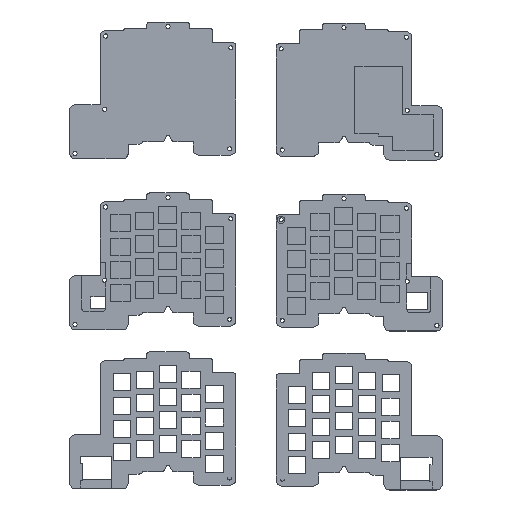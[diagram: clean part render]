
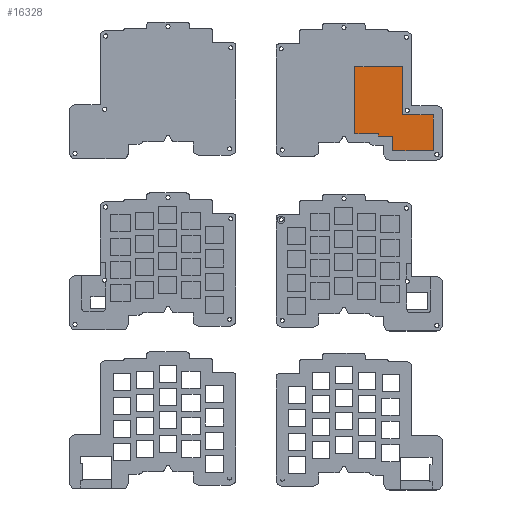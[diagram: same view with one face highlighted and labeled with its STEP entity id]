
A CAD part, top view. The second image highlights one B-rep face of the part: STEP entity #16328.
In plain terms, the highlighted planar face has unit normal (0, 0, 1).
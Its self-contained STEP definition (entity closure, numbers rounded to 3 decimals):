
#1197=FACE_OUTER_BOUND('',#2153,.T.);
#2153=EDGE_LOOP('',(#12942,#12943,#12944,#12945,#12946,#12947,#12948,#12949,
#12950,#12951,#12952,#12953));
#3699=LINE('',#25182,#5693);
#3703=LINE('',#25189,#5697);
#3706=LINE('',#25195,#5700);
#3709=LINE('',#25201,#5703);
#3712=LINE('',#25207,#5706);
#3715=LINE('',#25213,#5709);
#3718=LINE('',#25219,#5712);
#3721=LINE('',#25225,#5715);
#3724=LINE('',#25231,#5718);
#3727=LINE('',#25237,#5721);
#3730=LINE('',#25243,#5724);
#3732=LINE('',#25246,#5726);
#5693=VECTOR('',#20130,10.);
#5697=VECTOR('',#20136,10.);
#5700=VECTOR('',#20141,10.);
#5703=VECTOR('',#20146,10.);
#5706=VECTOR('',#20151,10.);
#5709=VECTOR('',#20156,10.);
#5712=VECTOR('',#20161,10.);
#5715=VECTOR('',#20166,10.);
#5718=VECTOR('',#20171,10.);
#5721=VECTOR('',#20176,10.);
#5724=VECTOR('',#20181,10.);
#5726=VECTOR('',#20185,10.);
#7449=VERTEX_POINT('',#25179);
#7450=VERTEX_POINT('',#25181);
#7452=VERTEX_POINT('',#25187);
#7454=VERTEX_POINT('',#25193);
#7456=VERTEX_POINT('',#25199);
#7458=VERTEX_POINT('',#25205);
#7460=VERTEX_POINT('',#25211);
#7462=VERTEX_POINT('',#25217);
#7464=VERTEX_POINT('',#25223);
#7466=VERTEX_POINT('',#25229);
#7468=VERTEX_POINT('',#25235);
#7470=VERTEX_POINT('',#25241);
#9405=EDGE_CURVE('',#7449,#7450,#3699,.T.);
#9409=EDGE_CURVE('',#7452,#7449,#3703,.T.);
#9412=EDGE_CURVE('',#7454,#7452,#3706,.T.);
#9415=EDGE_CURVE('',#7456,#7454,#3709,.T.);
#9418=EDGE_CURVE('',#7458,#7456,#3712,.T.);
#9421=EDGE_CURVE('',#7460,#7458,#3715,.T.);
#9424=EDGE_CURVE('',#7462,#7460,#3718,.T.);
#9427=EDGE_CURVE('',#7464,#7462,#3721,.T.);
#9430=EDGE_CURVE('',#7466,#7464,#3724,.T.);
#9433=EDGE_CURVE('',#7468,#7466,#3727,.T.);
#9436=EDGE_CURVE('',#7470,#7468,#3730,.T.);
#9438=EDGE_CURVE('',#7450,#7470,#3732,.T.);
#12942=ORIENTED_EDGE('',*,*,#9438,.F.);
#12943=ORIENTED_EDGE('',*,*,#9405,.F.);
#12944=ORIENTED_EDGE('',*,*,#9409,.F.);
#12945=ORIENTED_EDGE('',*,*,#9412,.F.);
#12946=ORIENTED_EDGE('',*,*,#9415,.F.);
#12947=ORIENTED_EDGE('',*,*,#9418,.F.);
#12948=ORIENTED_EDGE('',*,*,#9421,.F.);
#12949=ORIENTED_EDGE('',*,*,#9424,.F.);
#12950=ORIENTED_EDGE('',*,*,#9427,.F.);
#12951=ORIENTED_EDGE('',*,*,#9430,.F.);
#12952=ORIENTED_EDGE('',*,*,#9433,.F.);
#12953=ORIENTED_EDGE('',*,*,#9436,.F.);
#15556=PLANE('',#17378);
#16328=ADVANCED_FACE('',(#1197),#15556,.F.);
#17378=AXIS2_PLACEMENT_3D('',#25247,#20186,#20187);
#20130=DIRECTION('',(1.,0.,0.));
#20136=DIRECTION('',(0.,1.,0.));
#20141=DIRECTION('',(-1.,0.,0.));
#20146=DIRECTION('',(0.,1.,0.));
#20151=DIRECTION('',(-1.,0.,0.));
#20156=DIRECTION('',(0.,1.,0.));
#20161=DIRECTION('',(-1.,0.,0.));
#20166=DIRECTION('',(0.,1.,0.));
#20171=DIRECTION('',(-1.,0.,0.));
#20176=DIRECTION('',(0.,-1.,0.));
#20181=DIRECTION('',(1.,0.,0.));
#20185=DIRECTION('',(0.,-1.,0.));
#20186=DIRECTION('center_axis',(0.,0.,-1.));
#20187=DIRECTION('ref_axis',(-1.,0.,0.));
#25179=CARTESIAN_POINT('',(211.369,-56.984,5.01));
#25181=CARTESIAN_POINT('',(250.469,-56.984,5.01));
#25182=CARTESIAN_POINT('',(250.469,-56.984,5.01));
#25187=CARTESIAN_POINT('',(211.369,-106.884,5.01));
#25189=CARTESIAN_POINT('',(211.369,-56.984,5.01));
#25193=CARTESIAN_POINT('',(211.469,-106.884,5.01));
#25195=CARTESIAN_POINT('',(211.469,-106.884,5.01));
#25199=CARTESIAN_POINT('',(211.469,-111.884,5.01));
#25201=CARTESIAN_POINT('',(211.469,-111.884,5.01));
#25205=CARTESIAN_POINT('',(230.469,-111.884,5.01));
#25207=CARTESIAN_POINT('',(230.469,-111.884,5.01));
#25211=CARTESIAN_POINT('',(230.469,-113.884,5.01));
#25213=CARTESIAN_POINT('',(230.469,-113.884,5.01));
#25217=CARTESIAN_POINT('',(242.469,-113.884,5.01));
#25219=CARTESIAN_POINT('',(242.469,-113.884,5.01));
#25223=CARTESIAN_POINT('',(242.469,-125.884,5.01));
#25225=CARTESIAN_POINT('',(242.469,-124.884,5.01));
#25229=CARTESIAN_POINT('',(275.469,-125.884,5.01));
#25231=CARTESIAN_POINT('',(273.469,-125.884,5.01));
#25235=CARTESIAN_POINT('',(275.469,-96.484,5.01));
#25237=CARTESIAN_POINT('',(275.469,-96.484,5.01));
#25241=CARTESIAN_POINT('',(250.469,-96.484,5.01));
#25243=CARTESIAN_POINT('',(273.469,-96.484,5.01));
#25246=CARTESIAN_POINT('',(250.469,-111.984,5.01));
#25247=CARTESIAN_POINT('Origin',(243.419,-91.434,5.01));
